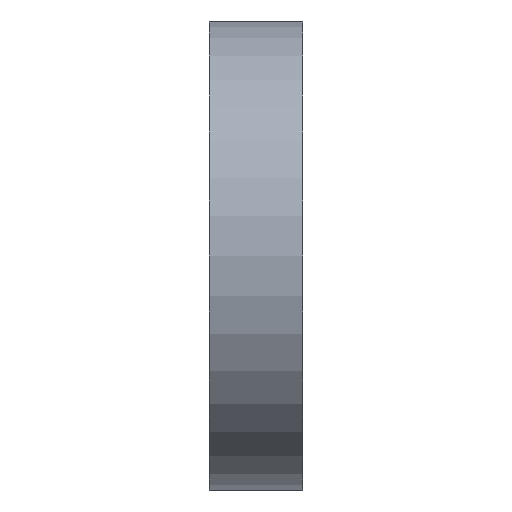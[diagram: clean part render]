
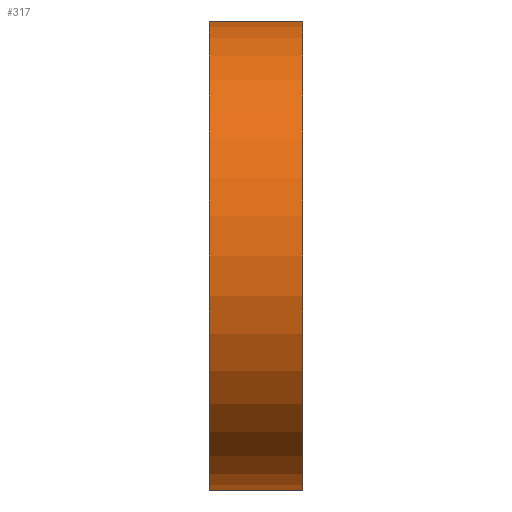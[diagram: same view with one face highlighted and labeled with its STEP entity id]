
A CAD part, left-side view. The second image highlights one B-rep face of the part: STEP entity #317.
In plain terms, the highlighted cylindrical face has radius 15 mm (diameter 30 mm), a partial arc.
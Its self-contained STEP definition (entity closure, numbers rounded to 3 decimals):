
#45=FACE_OUTER_BOUND('',#66,.T.);
#66=EDGE_LOOP('',(#273,#274,#275,#276));
#83=CIRCLE('',#364,15.);
#87=CIRCLE('',#370,15.);
#102=LINE('',#522,#128);
#108=LINE('',#534,#134);
#128=VECTOR('',#424,10.);
#134=VECTOR('',#434,10.);
#159=VERTEX_POINT('',#520);
#160=VERTEX_POINT('',#521);
#163=VERTEX_POINT('',#532);
#164=VERTEX_POINT('',#533);
#191=EDGE_CURVE('',#159,#160,#102,.T.);
#197=EDGE_CURVE('',#163,#164,#108,.T.);
#204=EDGE_CURVE('',#163,#160,#83,.T.);
#208=EDGE_CURVE('',#164,#159,#87,.T.);
#273=ORIENTED_EDGE('',*,*,#197,.T.);
#274=ORIENTED_EDGE('',*,*,#208,.T.);
#275=ORIENTED_EDGE('',*,*,#191,.T.);
#276=ORIENTED_EDGE('',*,*,#204,.F.);
#300=CYLINDRICAL_SURFACE('',#369,15.);
#317=ADVANCED_FACE('',(#45),#300,.T.);
#364=AXIS2_PLACEMENT_3D('',#546,#448,#449);
#369=AXIS2_PLACEMENT_3D('',#552,#458,#459);
#370=AXIS2_PLACEMENT_3D('',#553,#460,#461);
#424=DIRECTION('',(0.,1.,0.));
#434=DIRECTION('',(0.,-1.,0.));
#448=DIRECTION('center_axis',(0.,1.,0.));
#449=DIRECTION('ref_axis',(-1.,0.,0.));
#458=DIRECTION('center_axis',(0.,1.,0.));
#459=DIRECTION('ref_axis',(-1.,0.,0.));
#460=DIRECTION('center_axis',(0.,1.,0.));
#461=DIRECTION('ref_axis',(-1.,0.,0.));
#520=CARTESIAN_POINT('',(13.748,0.,6.));
#521=CARTESIAN_POINT('',(13.748,6.,6.));
#522=CARTESIAN_POINT('',(13.748,0.,6.));
#532=CARTESIAN_POINT('',(13.748,6.,-6.));
#533=CARTESIAN_POINT('',(13.748,0.,-6.));
#534=CARTESIAN_POINT('',(13.748,0.,-6.));
#546=CARTESIAN_POINT('Origin',(0.,6.,0.));
#552=CARTESIAN_POINT('Origin',(0.,0.,0.));
#553=CARTESIAN_POINT('Origin',(0.,0.,0.));
